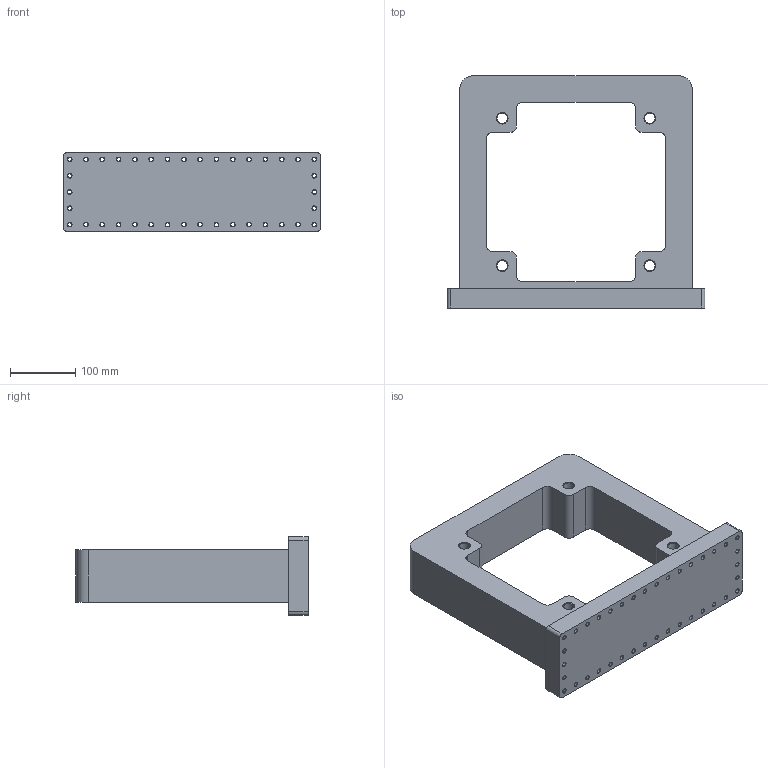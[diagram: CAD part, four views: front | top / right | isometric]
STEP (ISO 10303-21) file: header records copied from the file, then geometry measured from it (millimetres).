
FILE_DESCRIPTION((''),'2;1');
FILE_NAME('BRACKET_HOLDER_SHORT','2018-02-09T',('Harry'),(''),'CREO PARAMETRIC BY PTC INC, 2014440','CREO PARAMETRIC BY PTC INC, 2014440','');
FILE_SCHEMA(('CONFIG_CONTROL_DESIGN'));
Length unit declared in the file: millimetre
Products named in the file (1): BRACKET_HOLDER_SHORT
Bounding box: 395 x 356 x 120 mm (x, y, z)
Volume: 5233419.6 mm3; surface area: 391599.1 mm2
Topology: 1 solids, 1 shells, 293 faces, 702 edges, 412 vertices
Faces by surface type: cone 168, cylinder 102, plane 23
Entity records: 8674 total; most frequent: DIRECTION 1660, CARTESIAN_POINT 1407, ORIENTED_EDGE 1404, EDGE_CURVE 702, AXIS2_PLACEMENT_3D 665, VERTEX_POINT 412, EDGE_LOOP 380, CIRCLE 372
